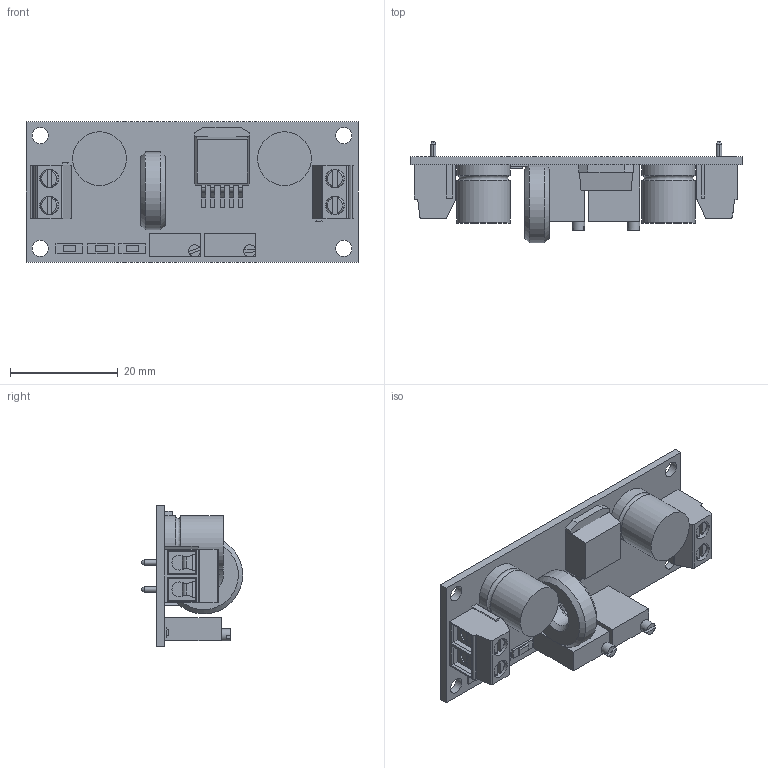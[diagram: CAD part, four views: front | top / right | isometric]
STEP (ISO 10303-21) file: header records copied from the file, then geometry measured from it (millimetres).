
FILE_DESCRIPTION(('FreeCAD Model'),'2;1');
FILE_NAME('Open CASCADE Shape Model','2024-08-07T15:04:56',(''),(''), 'Open CASCADE STEP processor 7.6','FreeCAD','Unknown');
FILE_SCHEMA(('AUTOMOTIVE_DESIGN { 1 0 10303 214 1 1 1 1 }'));
Length unit declared in the file: millimetre
Products named in the file (13): Placa DC-DC XL4015; Board; Toroide; Pote VR; Pote CR; Capacitor 01; Capacitor 02; Bornera Salida; Bornera Entrada; XL4015; Led G; Led B; Led R
Assembly tree (12 placements, depth 2):
  Placa DC-DC XL4015
    Board
    Toroide
    Pote VR
    Pote CR
    Capacitor 01
    Capacitor 02
    Bornera Salida
    Bornera Entrada
    XL4015
    Led G
    Led B
    Led R
Bounding box: 61.75 x 18.84 x 26.1 mm (x, y, z)
Volume: 7218.7 mm3; surface area: 7835.1 mm2
Topology: 18 solids, 18 shells, 428 faces, 1577 edges, 2798 vertices
Faces by surface type: plane 286, cylinder 92, cone 20, torus 20, bspline 8, revolution 2
Full cylindrical faces by diameter (mm): 0.75 x4, 2.25 x2, 3 x4, 5.7 x1, 10 x4, 14.5 x1
Entity records: 37940 total; most frequent: CARTESIAN_POINT 11590, DIRECTION 4446, LINE 2853, VECTOR 2853, ORIENTED_EDGE 2094, PCURVE 2094, DEFINITIONAL_REPRESENTATION 2094, EDGE_CURVE 1047
